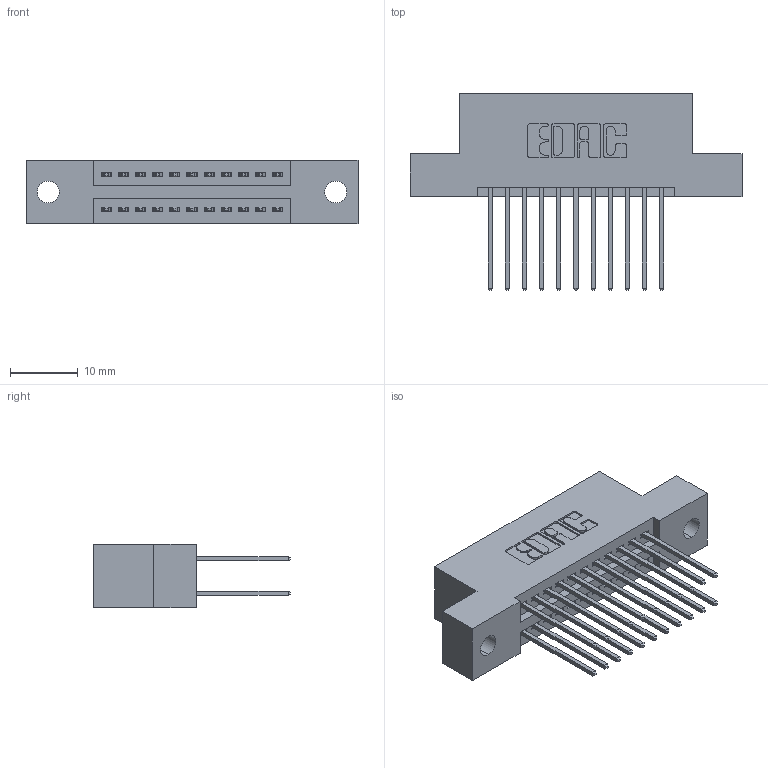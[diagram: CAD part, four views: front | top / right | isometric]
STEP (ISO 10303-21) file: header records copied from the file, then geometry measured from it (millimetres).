
FILE_DESCRIPTION (( 'STEP AP203' ), '1' );
FILE_NAME ('395-022-540-202.STEP', '2018-11-08T02:37:28', ( '' ), ( '' ), 'SwSTEP 2.0', 'SolidWorks 2016', '' );
FILE_SCHEMA (( 'CONFIG_CONTROL_DESIGN' ));
Length unit declared in the file: inch
Products named in the file (3): 345-292-001_345-293-140; 345 Part_Flush Mounting Lugs - 0.128 Dia; 395-022-540-202
Assembly tree (23 placements, depth 2):
  395-022-540-202
    345 Part_Flush Mounting Lugs - 0.128 Dia
    345-292-001_345-293-140  x22
Bounding box: 49.15 x 29.13 x 9.4 mm (x, y, z)
Volume: 4533.3 mm3; surface area: 6214.9 mm2
Topology: 23 solids, 23 shells, 1226 faces, 3619 edges, 2382 vertices
Faces by surface type: plane 806, cylinder 420
Entity records: 12825 total; most frequent: CARTESIAN_POINT 2180, ORIENTED_EDGE 2114, DIRECTION 1961, EDGE_CURVE 1057, VECTOR 881, LINE 881, VERTEX_POINT 702, AXIS2_PLACEMENT_3D 540
